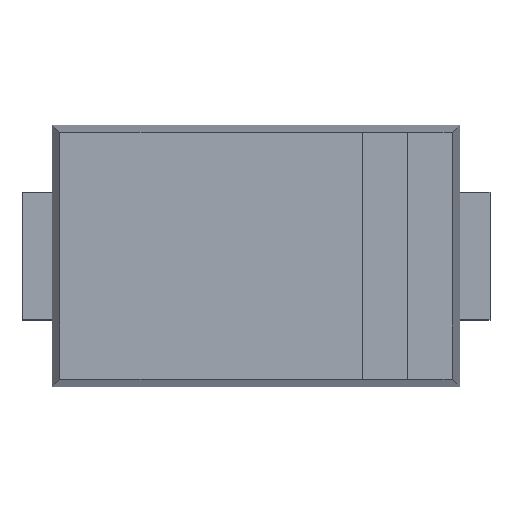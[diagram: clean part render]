
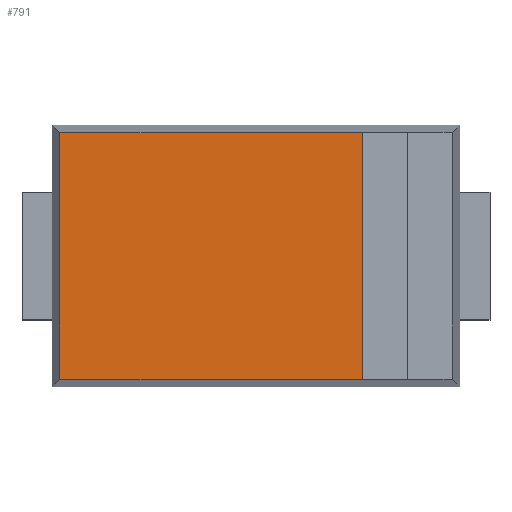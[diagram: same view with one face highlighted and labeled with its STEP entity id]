
A CAD part, top view. The second image highlights one B-rep face of the part: STEP entity #791.
In plain terms, the highlighted planar face has unit normal (0, 0, 1).
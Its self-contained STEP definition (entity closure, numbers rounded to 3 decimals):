
#64 = AXIS2_PLACEMENT_3D ( 'NONE', #516, #508, #501 ) ;
#121 = CARTESIAN_POINT ( 'NONE',  ( 0., -1.013, 1.35 ) ) ;
#128 = CARTESIAN_POINT ( 'NONE',  ( 0., 1.013, 1.35 ) ) ;
#129 = DIRECTION ( 'NONE',  ( -1., 0., 0. ) ) ;
#264 = EDGE_CURVE ( 'NONE', #740, #744, #519, .T. ) ;
#289 = EDGE_CURVE ( 'NONE', #743, #757, #448, .T. ) ;
#290 = EDGE_CURVE ( 'NONE', #744, #757, #444, .T. ) ;
#294 = EDGE_CURVE ( 'NONE', #743, #740, #435, .T. ) ;
#354 = DIRECTION ( 'NONE',  ( 0., -1., 0. ) ) ;
#381 = CARTESIAN_POINT ( 'NONE',  ( 0.874, 1.013, 1.35 ) ) ;
#398 = FACE_OUTER_BOUND ( 'NONE', #596, .T. ) ;
#432 = VECTOR ( 'NONE', #129, 1000. ) ;
#435 = LINE ( 'NONE', #128, #432 ) ;
#440 = VECTOR ( 'NONE', #779, 1000. ) ;
#442 = VECTOR ( 'NONE', #778, 1000. ) ;
#444 = LINE ( 'NONE', #121, #440 ) ;
#448 = LINE ( 'NONE', #381, #442 ) ;
#497 = VECTOR ( 'NONE', #354, 1000. ) ;
#501 = DIRECTION ( 'NONE',  ( -1., 0., 0. ) ) ;
#508 = DIRECTION ( 'NONE',  ( 0., 0., -1. ) ) ;
#516 = CARTESIAN_POINT ( 'NONE',  ( 0., 0., 1.35 ) ) ;
#519 = LINE ( 'NONE', #819, #497 ) ;
#520 = PLANE ( 'NONE',  #64 ) ;
#596 = EDGE_LOOP ( 'NONE', ( #696, #697, #698, #699 ) ) ;
#696 = ORIENTED_EDGE ( 'NONE', *, *, #290, .T. ) ;
#697 = ORIENTED_EDGE ( 'NONE', *, *, #289, .F. ) ;
#698 = ORIENTED_EDGE ( 'NONE', *, *, #294, .T. ) ;
#699 = ORIENTED_EDGE ( 'NONE', *, *, #264, .T. ) ;
#740 = VERTEX_POINT ( 'NONE', #929 ) ;
#743 = VERTEX_POINT ( 'NONE', #930 ) ;
#744 = VERTEX_POINT ( 'NONE', #931 ) ;
#757 = VERTEX_POINT ( 'NONE', #934 ) ;
#778 = DIRECTION ( 'NONE',  ( 0., -1., 0. ) ) ;
#779 = DIRECTION ( 'NONE',  ( 1., 0., 0. ) ) ;
#791 = ADVANCED_FACE ( 'NONE', ( #398 ), #520, .F. ) ;
#819 = CARTESIAN_POINT ( 'NONE',  ( -1.613, 0., 1.35 ) ) ;
#929 = CARTESIAN_POINT ( 'NONE',  ( -1.613, 1.013, 1.35 ) ) ;
#930 = CARTESIAN_POINT ( 'NONE',  ( 0.874, 1.013, 1.35 ) ) ;
#931 = CARTESIAN_POINT ( 'NONE',  ( -1.613, -1.013, 1.35 ) ) ;
#934 = CARTESIAN_POINT ( 'NONE',  ( 0.874, -1.013, 1.35 ) ) ;
